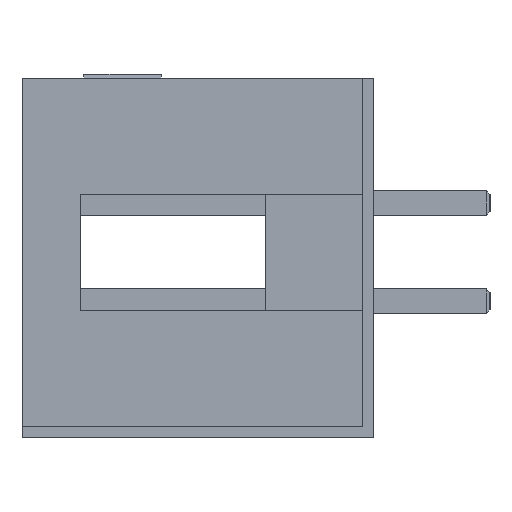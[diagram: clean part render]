
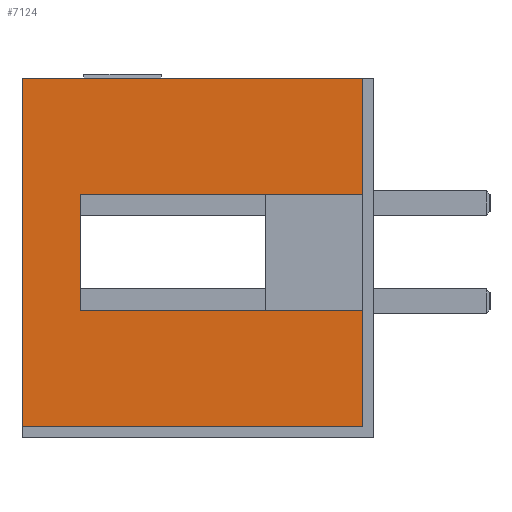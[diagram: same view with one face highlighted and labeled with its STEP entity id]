
A CAD part, left-side view. The second image highlights one B-rep face of the part: STEP entity #7124.
In plain terms, the highlighted planar face has unit normal (-1, 0, 0).
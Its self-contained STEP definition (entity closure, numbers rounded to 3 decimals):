
#47 = VERTEX_POINT ( 'NONE', #5264 ) ;
#290 = DIRECTION ( 'NONE',  ( 0., 0., 1. ) ) ;
#368 = CARTESIAN_POINT ( 'NONE',  ( -16.5, 7.6, 0. ) ) ;
#460 = VECTOR ( 'NONE', #10365, 1000. ) ;
#516 = VERTEX_POINT ( 'NONE', #3963 ) ;
#723 = VERTEX_POINT ( 'NONE', #12431 ) ;
#822 = DIRECTION ( 'NONE',  ( -1., 0., 0. ) ) ;
#862 = ORIENTED_EDGE ( 'NONE', *, *, #13787, .F. ) ;
#905 = PLANE ( 'NONE',  #6889 ) ;
#1139 = CARTESIAN_POINT ( 'NONE',  ( -16.5, 0.3, 0. ) ) ;
#1203 = LINE ( 'NONE', #8570, #12111 ) ;
#1233 = LINE ( 'NONE', #368, #10309 ) ;
#1943 = ORIENTED_EDGE ( 'NONE', *, *, #10670, .F. ) ;
#2007 = FACE_OUTER_BOUND ( 'NONE', #15618, .T. ) ;
#2151 = VERTEX_POINT ( 'NONE', #9413 ) ;
#2480 = DIRECTION ( 'NONE',  ( 0., 0., -1. ) ) ;
#2535 = ORIENTED_EDGE ( 'NONE', *, *, #14183, .F. ) ;
#2776 = CARTESIAN_POINT ( 'NONE',  ( -16.5, 9.1, 4.5 ) ) ;
#3044 = CARTESIAN_POINT ( 'NONE',  ( -16.5, 9.1, 4.5 ) ) ;
#3754 = LINE ( 'NONE', #1139, #7558 ) ;
#3766 = LINE ( 'NONE', #13654, #14425 ) ;
#3856 = VERTEX_POINT ( 'NONE', #14596 ) ;
#3963 = CARTESIAN_POINT ( 'NONE',  ( -16.5, 0.3, 4.5 ) ) ;
#4298 = ORIENTED_EDGE ( 'NONE', *, *, #9319, .T. ) ;
#4737 = ORIENTED_EDGE ( 'NONE', *, *, #12982, .F. ) ;
#4844 = DIRECTION ( 'NONE',  ( 0., -1., 0. ) ) ;
#5009 = CARTESIAN_POINT ( 'NONE',  ( -16.5, 9.1, -4.5 ) ) ;
#5264 = CARTESIAN_POINT ( 'NONE',  ( -16.5, 0.3, 1.5 ) ) ;
#5580 = ORIENTED_EDGE ( 'NONE', *, *, #10173, .T. ) ;
#5689 = VERTEX_POINT ( 'NONE', #15432 ) ;
#5734 = VECTOR ( 'NONE', #10305, 1000. ) ;
#6817 = DIRECTION ( 'NONE',  ( 0., 0., -1. ) ) ;
#6889 = AXIS2_PLACEMENT_3D ( 'NONE', #11659, #822, #14054 ) ;
#7112 = VERTEX_POINT ( 'NONE', #3044 ) ;
#7124 = ADVANCED_FACE ( 'NONE', ( #2007 ), #905, .T. ) ;
#7558 = VECTOR ( 'NONE', #2480, 1000. ) ;
#8570 = CARTESIAN_POINT ( 'NONE',  ( -16.5, 7.6, 1.5 ) ) ;
#8822 = DIRECTION ( 'NONE',  ( 0., -1., 0. ) ) ;
#8960 = DIRECTION ( 'NONE',  ( 0., 0., -1. ) ) ;
#9319 = EDGE_CURVE ( 'NONE', #723, #47, #1203, .T. ) ;
#9412 = LINE ( 'NONE', #12798, #460 ) ;
#9413 = CARTESIAN_POINT ( 'NONE',  ( -16.5, 0.3, -1.5 ) ) ;
#10173 = EDGE_CURVE ( 'NONE', #14679, #5689, #3766, .T. ) ;
#10305 = DIRECTION ( 'NONE',  ( 0., -1., 0. ) ) ;
#10309 = VECTOR ( 'NONE', #290, 1000. ) ;
#10365 = DIRECTION ( 'NONE',  ( 0., -1., 0. ) ) ;
#10370 = CARTESIAN_POINT ( 'NONE',  ( -16.5, 9.1, 0. ) ) ;
#10670 = EDGE_CURVE ( 'NONE', #3856, #2151, #9412, .T. ) ;
#11228 = EDGE_CURVE ( 'NONE', #7112, #14679, #13854, .T. ) ;
#11389 = CARTESIAN_POINT ( 'NONE',  ( -16.5, 0.3, 0. ) ) ;
#11394 = LINE ( 'NONE', #2776, #5734 ) ;
#11659 = CARTESIAN_POINT ( 'NONE',  ( -16.5, 9.1, 0. ) ) ;
#11922 = ORIENTED_EDGE ( 'NONE', *, *, #12538, .T. ) ;
#12111 = VECTOR ( 'NONE', #4844, 1000. ) ;
#12431 = CARTESIAN_POINT ( 'NONE',  ( -16.5, 7.6, 1.5 ) ) ;
#12538 = EDGE_CURVE ( 'NONE', #3856, #723, #1233, .T. ) ;
#12798 = CARTESIAN_POINT ( 'NONE',  ( -16.5, 7.6, -1.5 ) ) ;
#12982 = EDGE_CURVE ( 'NONE', #7112, #516, #11394, .T. ) ;
#13368 = VECTOR ( 'NONE', #8960, 1000. ) ;
#13617 = LINE ( 'NONE', #11389, #13368 ) ;
#13654 = CARTESIAN_POINT ( 'NONE',  ( -16.5, 9.1, -4.5 ) ) ;
#13787 = EDGE_CURVE ( 'NONE', #2151, #5689, #3754, .T. ) ;
#13854 = LINE ( 'NONE', #10370, #15404 ) ;
#14054 = DIRECTION ( 'NONE',  ( 0., 0., 1. ) ) ;
#14183 = EDGE_CURVE ( 'NONE', #516, #47, #13617, .T. ) ;
#14425 = VECTOR ( 'NONE', #8822, 1000. ) ;
#14596 = CARTESIAN_POINT ( 'NONE',  ( -16.5, 7.6, -1.5 ) ) ;
#14679 = VERTEX_POINT ( 'NONE', #5009 ) ;
#15404 = VECTOR ( 'NONE', #6817, 1000. ) ;
#15432 = CARTESIAN_POINT ( 'NONE',  ( -16.5, 0.3, -4.5 ) ) ;
#15502 = ORIENTED_EDGE ( 'NONE', *, *, #11228, .T. ) ;
#15618 = EDGE_LOOP ( 'NONE', ( #862, #1943, #11922, #4298, #2535, #4737, #15502, #5580 ) ) ;
